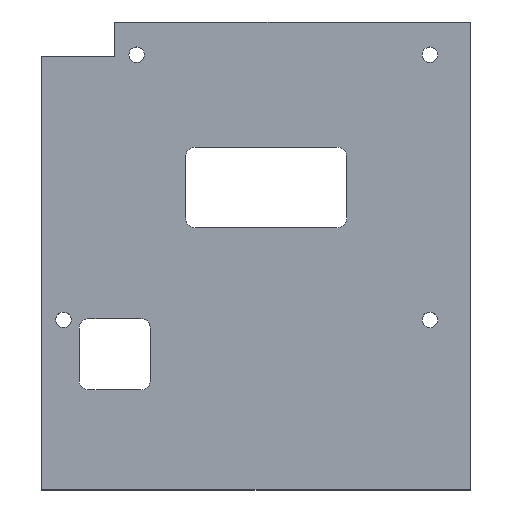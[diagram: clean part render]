
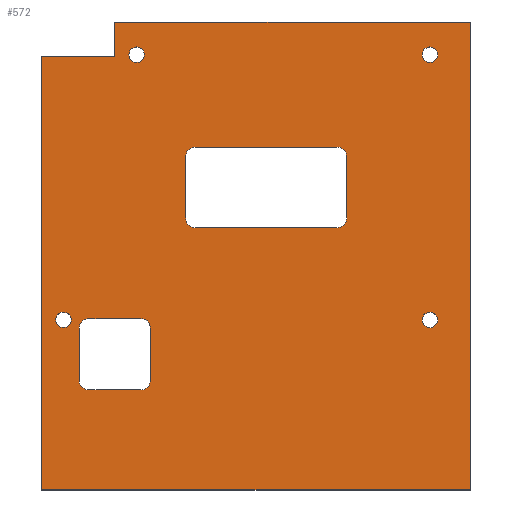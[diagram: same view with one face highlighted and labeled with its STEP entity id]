
A CAD part, top view. The second image highlights one B-rep face of the part: STEP entity #572.
In plain terms, the highlighted planar face has unit normal (0, 0, 1).
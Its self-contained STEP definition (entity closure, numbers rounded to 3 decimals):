
#25=FACE_BOUND('',#109,.T.);
#26=FACE_BOUND('',#110,.T.);
#27=FACE_BOUND('',#111,.T.);
#28=FACE_BOUND('',#112,.T.);
#29=FACE_BOUND('',#113,.T.);
#30=FACE_BOUND('',#114,.T.);
#46=PLANE('',#639);
#74=FACE_OUTER_BOUND('',#108,.T.);
#108=EDGE_LOOP('',(#507,#508,#509,#510,#511,#512));
#109=EDGE_LOOP('',(#513));
#110=EDGE_LOOP('',(#514));
#111=EDGE_LOOP('',(#515));
#112=EDGE_LOOP('',(#516));
#113=EDGE_LOOP('',(#517,#518,#519,#520,#521,#522,#523,#524));
#114=EDGE_LOOP('',(#525,#526,#527,#528,#529,#530,#531,#532));
#121=LINE('',#838,#175);
#125=LINE('',#850,#179);
#129=LINE('',#862,#183);
#133=LINE('',#874,#187);
#137=LINE('',#886,#191);
#141=LINE('',#898,#195);
#145=LINE('',#910,#199);
#149=LINE('',#922,#203);
#153=LINE('',#934,#207);
#156=LINE('',#940,#210);
#160=LINE('',#947,#214);
#164=LINE('',#956,#218);
#166=LINE('',#960,#220);
#168=LINE('',#963,#222);
#175=VECTOR('',#677,10.);
#179=VECTOR('',#689,10.);
#183=VECTOR('',#701,10.);
#187=VECTOR('',#713,10.);
#191=VECTOR('',#725,10.);
#195=VECTOR('',#737,10.);
#199=VECTOR('',#749,10.);
#203=VECTOR('',#761,10.);
#207=VECTOR('',#773,10.);
#210=VECTOR('',#778,10.);
#214=VECTOR('',#784,10.);
#218=VECTOR('',#792,10.);
#220=VECTOR('',#796,10.);
#222=VECTOR('',#800,10.);
#223=CIRCLE('',#589,1.265);
#225=CIRCLE('',#592,1.265);
#227=CIRCLE('',#595,1.265);
#229=CIRCLE('',#598,1.265);
#232=CIRCLE('',#603,1.588);
#234=CIRCLE('',#607,1.588);
#236=CIRCLE('',#611,1.588);
#238=CIRCLE('',#615,1.588);
#240=CIRCLE('',#619,1.588);
#242=CIRCLE('',#623,1.588);
#244=CIRCLE('',#627,1.588);
#246=CIRCLE('',#631,1.588);
#247=VERTEX_POINT('',#808);
#249=VERTEX_POINT('',#814);
#251=VERTEX_POINT('',#820);
#253=VERTEX_POINT('',#826);
#257=VERTEX_POINT('',#835);
#258=VERTEX_POINT('',#837);
#260=VERTEX_POINT('',#843);
#262=VERTEX_POINT('',#849);
#264=VERTEX_POINT('',#855);
#266=VERTEX_POINT('',#861);
#268=VERTEX_POINT('',#867);
#270=VERTEX_POINT('',#873);
#273=VERTEX_POINT('',#883);
#274=VERTEX_POINT('',#885);
#276=VERTEX_POINT('',#891);
#278=VERTEX_POINT('',#897);
#280=VERTEX_POINT('',#903);
#282=VERTEX_POINT('',#909);
#284=VERTEX_POINT('',#915);
#286=VERTEX_POINT('',#921);
#289=VERTEX_POINT('',#931);
#290=VERTEX_POINT('',#933);
#292=VERTEX_POINT('',#939);
#294=VERTEX_POINT('',#945);
#297=VERTEX_POINT('',#955);
#298=VERTEX_POINT('',#959);
#299=EDGE_CURVE('',#247,#247,#223,.T.);
#302=EDGE_CURVE('',#249,#249,#225,.T.);
#305=EDGE_CURVE('',#251,#251,#227,.T.);
#308=EDGE_CURVE('',#253,#253,#229,.T.);
#313=EDGE_CURVE('',#258,#257,#121,.T.);
#316=EDGE_CURVE('',#260,#258,#232,.T.);
#319=EDGE_CURVE('',#262,#260,#125,.T.);
#322=EDGE_CURVE('',#264,#262,#234,.T.);
#325=EDGE_CURVE('',#266,#264,#129,.T.);
#328=EDGE_CURVE('',#268,#266,#236,.T.);
#331=EDGE_CURVE('',#270,#268,#133,.T.);
#334=EDGE_CURVE('',#257,#270,#238,.T.);
#337=EDGE_CURVE('',#274,#273,#137,.T.);
#340=EDGE_CURVE('',#276,#274,#240,.T.);
#343=EDGE_CURVE('',#278,#276,#141,.T.);
#346=EDGE_CURVE('',#280,#278,#242,.T.);
#349=EDGE_CURVE('',#282,#280,#145,.T.);
#352=EDGE_CURVE('',#284,#282,#244,.T.);
#355=EDGE_CURVE('',#286,#284,#149,.T.);
#358=EDGE_CURVE('',#273,#286,#246,.T.);
#361=EDGE_CURVE('',#290,#289,#153,.T.);
#364=EDGE_CURVE('',#292,#290,#156,.T.);
#368=EDGE_CURVE('',#294,#289,#160,.T.);
#372=EDGE_CURVE('',#292,#297,#164,.T.);
#374=EDGE_CURVE('',#298,#294,#166,.T.);
#376=EDGE_CURVE('',#297,#298,#168,.T.);
#507=ORIENTED_EDGE('',*,*,#361,.T.);
#508=ORIENTED_EDGE('',*,*,#368,.F.);
#509=ORIENTED_EDGE('',*,*,#374,.F.);
#510=ORIENTED_EDGE('',*,*,#376,.F.);
#511=ORIENTED_EDGE('',*,*,#372,.F.);
#512=ORIENTED_EDGE('',*,*,#364,.T.);
#513=ORIENTED_EDGE('',*,*,#299,.T.);
#514=ORIENTED_EDGE('',*,*,#302,.T.);
#515=ORIENTED_EDGE('',*,*,#305,.T.);
#516=ORIENTED_EDGE('',*,*,#308,.T.);
#517=ORIENTED_EDGE('',*,*,#313,.T.);
#518=ORIENTED_EDGE('',*,*,#334,.T.);
#519=ORIENTED_EDGE('',*,*,#331,.T.);
#520=ORIENTED_EDGE('',*,*,#328,.T.);
#521=ORIENTED_EDGE('',*,*,#325,.T.);
#522=ORIENTED_EDGE('',*,*,#322,.T.);
#523=ORIENTED_EDGE('',*,*,#319,.T.);
#524=ORIENTED_EDGE('',*,*,#316,.T.);
#525=ORIENTED_EDGE('',*,*,#337,.T.);
#526=ORIENTED_EDGE('',*,*,#358,.T.);
#527=ORIENTED_EDGE('',*,*,#355,.T.);
#528=ORIENTED_EDGE('',*,*,#352,.T.);
#529=ORIENTED_EDGE('',*,*,#349,.T.);
#530=ORIENTED_EDGE('',*,*,#346,.T.);
#531=ORIENTED_EDGE('',*,*,#343,.T.);
#532=ORIENTED_EDGE('',*,*,#340,.T.);
#572=ADVANCED_FACE('',(#74,#25,#26,#27,#28,#29,#30),#46,.F.);
#589=AXIS2_PLACEMENT_3D('',#809,#647,#648);
#592=AXIS2_PLACEMENT_3D('',#815,#654,#655);
#595=AXIS2_PLACEMENT_3D('',#821,#661,#662);
#598=AXIS2_PLACEMENT_3D('',#827,#668,#669);
#603=AXIS2_PLACEMENT_3D('',#844,#683,#684);
#607=AXIS2_PLACEMENT_3D('',#856,#695,#696);
#611=AXIS2_PLACEMENT_3D('',#868,#707,#708);
#615=AXIS2_PLACEMENT_3D('',#878,#719,#720);
#619=AXIS2_PLACEMENT_3D('',#892,#731,#732);
#623=AXIS2_PLACEMENT_3D('',#904,#743,#744);
#627=AXIS2_PLACEMENT_3D('',#916,#755,#756);
#631=AXIS2_PLACEMENT_3D('',#926,#767,#768);
#639=AXIS2_PLACEMENT_3D('',#964,#801,#802);
#647=DIRECTION('center_axis',(0.,0.,-1.));
#648=DIRECTION('ref_axis',(1.,0.,0.));
#654=DIRECTION('center_axis',(0.,0.,-1.));
#655=DIRECTION('ref_axis',(1.,0.,0.));
#661=DIRECTION('center_axis',(0.,0.,-1.));
#662=DIRECTION('ref_axis',(1.,0.,0.));
#668=DIRECTION('center_axis',(0.,0.,-1.));
#669=DIRECTION('ref_axis',(1.,0.,0.));
#677=DIRECTION('',(1.,0.,0.));
#683=DIRECTION('center_axis',(0.,0.,-1.));
#684=DIRECTION('ref_axis',(0.,1.,0.));
#689=DIRECTION('',(0.,1.,0.));
#695=DIRECTION('center_axis',(0.,0.,-1.));
#696=DIRECTION('ref_axis',(-1.,0.,0.));
#701=DIRECTION('',(-1.,0.,0.));
#707=DIRECTION('center_axis',(0.,0.,-1.));
#708=DIRECTION('ref_axis',(0.,-1.,0.));
#713=DIRECTION('',(0.,-1.,0.));
#719=DIRECTION('center_axis',(0.,0.,-1.));
#720=DIRECTION('ref_axis',(1.,0.,0.));
#725=DIRECTION('',(0.,1.,0.));
#731=DIRECTION('center_axis',(0.,0.,-1.));
#732=DIRECTION('ref_axis',(-1.,0.,0.));
#737=DIRECTION('',(-1.,0.,0.));
#743=DIRECTION('center_axis',(0.,0.,-1.));
#744=DIRECTION('ref_axis',(0.,-1.,0.));
#749=DIRECTION('',(0.,-1.,0.));
#755=DIRECTION('center_axis',(0.,0.,-1.));
#756=DIRECTION('ref_axis',(1.,0.,0.));
#761=DIRECTION('',(1.,0.,0.));
#767=DIRECTION('center_axis',(0.,0.,-1.));
#768=DIRECTION('ref_axis',(0.,1.,0.));
#773=DIRECTION('',(-1.,0.,0.));
#778=DIRECTION('',(0.,-1.,0.));
#784=DIRECTION('',(0.,1.,0.));
#792=DIRECTION('',(1.,0.,0.));
#796=DIRECTION('',(-1.,0.,0.));
#800=DIRECTION('',(0.,-1.,0.));
#801=DIRECTION('center_axis',(0.,0.,-1.));
#802=DIRECTION('ref_axis',(1.,0.,0.));
#808=CARTESIAN_POINT('',(-20.696,35.941,0.));
#809=CARTESIAN_POINT('Origin',(-19.431,35.941,0.));
#814=CARTESIAN_POINT('',(27.057,-7.239,0.));
#815=CARTESIAN_POINT('Origin',(28.321,-7.239,0.));
#820=CARTESIAN_POINT('',(27.057,35.941,0.));
#821=CARTESIAN_POINT('Origin',(28.321,35.941,0.));
#826=CARTESIAN_POINT('',(-32.634,-7.239,0.));
#827=CARTESIAN_POINT('Origin',(-31.369,-7.239,0.));
#835=CARTESIAN_POINT('',(-18.765,-7.017,0.));
#837=CARTESIAN_POINT('',(-27.21,-7.017,0.));
#838=CARTESIAN_POINT('',(-13.605,-7.017,0.));
#843=CARTESIAN_POINT('',(-28.797,-8.605,0.));
#844=CARTESIAN_POINT('Origin',(-27.21,-8.605,0.));
#849=CARTESIAN_POINT('',(-28.797,-17.05,0.));
#850=CARTESIAN_POINT('',(-28.797,-6.937,0.));
#855=CARTESIAN_POINT('',(-27.21,-18.637,0.));
#856=CARTESIAN_POINT('Origin',(-27.21,-17.05,0.));
#861=CARTESIAN_POINT('',(-18.765,-18.637,0.));
#862=CARTESIAN_POINT('',(-9.382,-18.637,0.));
#867=CARTESIAN_POINT('',(-17.177,-17.05,0.));
#868=CARTESIAN_POINT('Origin',(-18.765,-17.05,0.));
#873=CARTESIAN_POINT('',(-17.177,-8.605,0.));
#874=CARTESIAN_POINT('',(-17.177,-2.715,0.));
#878=CARTESIAN_POINT('Origin',(-18.765,-8.605,0.));
#883=CARTESIAN_POINT('',(-11.459,19.324,0.));
#885=CARTESIAN_POINT('',(-11.459,9.379,0.));
#886=CARTESIAN_POINT('',(-11.459,6.277,0.));
#891=CARTESIAN_POINT('',(-9.872,7.791,0.));
#892=CARTESIAN_POINT('Origin',(-9.872,9.379,0.));
#897=CARTESIAN_POINT('',(13.174,7.791,0.));
#898=CARTESIAN_POINT('',(6.587,7.791,0.));
#903=CARTESIAN_POINT('',(14.761,9.379,0.));
#904=CARTESIAN_POINT('Origin',(13.174,9.379,0.));
#909=CARTESIAN_POINT('',(14.761,19.324,0.));
#910=CARTESIAN_POINT('',(14.761,11.249,0.));
#915=CARTESIAN_POINT('',(13.174,20.911,0.));
#916=CARTESIAN_POINT('Origin',(13.174,19.324,0.));
#921=CARTESIAN_POINT('',(-9.872,20.911,0.));
#922=CARTESIAN_POINT('',(-4.936,20.911,0.));
#926=CARTESIAN_POINT('Origin',(-9.872,19.324,0.));
#931=CARTESIAN_POINT('',(-34.925,35.719,0.));
#933=CARTESIAN_POINT('',(-23.019,35.719,0.));
#934=CARTESIAN_POINT('',(-11.51,35.719,0.));
#939=CARTESIAN_POINT('',(-23.019,41.275,0.));
#940=CARTESIAN_POINT('',(-23.019,22.225,0.));
#945=CARTESIAN_POINT('',(-34.925,-34.925,0.));
#947=CARTESIAN_POINT('',(-34.925,-34.925,0.));
#955=CARTESIAN_POINT('',(34.925,41.275,0.));
#956=CARTESIAN_POINT('',(-34.925,41.275,0.));
#959=CARTESIAN_POINT('',(34.925,-34.925,0.));
#960=CARTESIAN_POINT('',(34.925,-34.925,0.));
#963=CARTESIAN_POINT('',(34.925,41.275,0.));
#964=CARTESIAN_POINT('Origin',(0.,3.175,0.));
